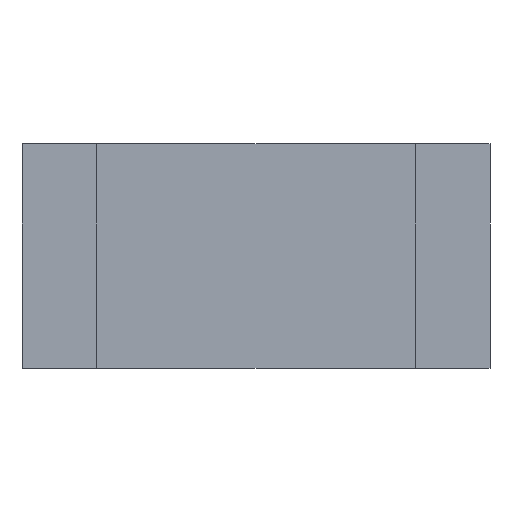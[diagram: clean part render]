
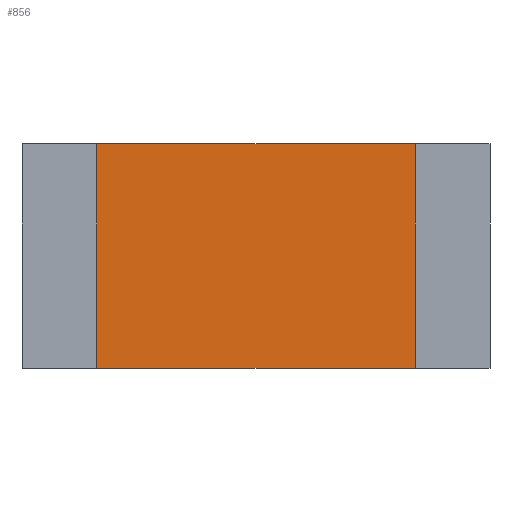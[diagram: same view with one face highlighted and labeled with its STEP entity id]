
A CAD part, front view. The second image highlights one B-rep face of the part: STEP entity #856.
In plain terms, the highlighted planar face has unit normal (0, -1, 0).
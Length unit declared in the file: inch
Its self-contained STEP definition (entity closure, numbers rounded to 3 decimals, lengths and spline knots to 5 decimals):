
#19 = CARTESIAN_POINT ( 'NONE',  ( 0.003, 0.003, 0.0599 ) ) ;
#40 = LINE ( 'NONE', #462, #484 ) ;
#62 = CARTESIAN_POINT ( 'NONE',  ( 0.247, 0.003, -0.06 ) ) ;
#81 = DIRECTION ( 'NONE',  ( 1., 0., 0. ) ) ;
#94 = DIRECTION ( 'NONE',  ( 0., 0., 1. ) ) ;
#99 = LINE ( 'NONE', #469, #202 ) ;
#105 = CARTESIAN_POINT ( 'NONE',  ( 0.21, 0.003, 0.0599 ) ) ;
#111 = VECTOR ( 'NONE', #350, 39.37008 ) ;
#143 = ORIENTED_EDGE ( 'NONE', *, *, #294, .F. ) ;
#150 = CARTESIAN_POINT ( 'NONE',  ( 0.247, 0.003, 0.0599 ) ) ;
#173 = CARTESIAN_POINT ( 'NONE',  ( 0.04, 0.003, -0.06 ) ) ;
#176 = DIRECTION ( 'NONE',  ( -1., 0., 0. ) ) ;
#186 = DIRECTION ( 'NONE',  ( 0., 0., -1. ) ) ;
#197 = EDGE_CURVE ( 'NONE', #721, #743, #536, .T. ) ;
#200 = VECTOR ( 'NONE', #81, 39.37008 ) ;
#202 = VECTOR ( 'NONE', #186, 39.37008 ) ;
#210 = CARTESIAN_POINT ( 'NONE',  ( 0.247, 0.003, 0.06 ) ) ;
#248 = DIRECTION ( 'NONE',  ( 0., 0., -1. ) ) ;
#277 = EDGE_CURVE ( 'NONE', #687, #901, #99, .T. ) ;
#285 = AXIS2_PLACEMENT_3D ( 'NONE', #454, #373, #543 ) ;
#294 = EDGE_CURVE ( 'NONE', #417, #794, #816, .T. ) ;
#342 = LINE ( 'NONE', #62, #111 ) ;
#350 = DIRECTION ( 'NONE',  ( 1., 0., 0. ) ) ;
#373 = DIRECTION ( 'NONE',  ( 0., -1., 0. ) ) ;
#374 = LINE ( 'NONE', #619, #937 ) ;
#377 = ORIENTED_EDGE ( 'NONE', *, *, #916, .F. ) ;
#386 = LINE ( 'NONE', #672, #200 ) ;
#412 = VECTOR ( 'NONE', #248, 39.37008 ) ;
#417 = VERTEX_POINT ( 'NONE', #637 ) ;
#423 = VECTOR ( 'NONE', #689, 39.37008 ) ;
#437 = EDGE_CURVE ( 'NONE', #901, #794, #342, .T. ) ;
#450 = CARTESIAN_POINT ( 'NONE',  ( 0.21, 0.003, -0.06 ) ) ;
#454 = CARTESIAN_POINT ( 'NONE',  ( 0.247, 0.003, -0.06 ) ) ;
#462 = CARTESIAN_POINT ( 'NONE',  ( 0.247, 0.003, -0.06 ) ) ;
#469 = CARTESIAN_POINT ( 'NONE',  ( 0.04, 0.003, 0.0599 ) ) ;
#472 = DIRECTION ( 'NONE',  ( 1., 0., 0. ) ) ;
#484 = VECTOR ( 'NONE', #94, 39.37008 ) ;
#519 = CARTESIAN_POINT ( 'NONE',  ( 0.04, 0.003, 0.0599 ) ) ;
#526 = VERTEX_POINT ( 'NONE', #210 ) ;
#536 = LINE ( 'NONE', #696, #423 ) ;
#543 = DIRECTION ( 'NONE',  ( 1., 0., 0. ) ) ;
#560 = VERTEX_POINT ( 'NONE', #150 ) ;
#580 = ORIENTED_EDGE ( 'NONE', *, *, #847, .T. ) ;
#583 = ORIENTED_EDGE ( 'NONE', *, *, #277, .T. ) ;
#611 = EDGE_CURVE ( 'NONE', #743, #526, #386, .T. ) ;
#619 = CARTESIAN_POINT ( 'NONE',  ( 0.247, 0.003, 0.0599 ) ) ;
#637 = CARTESIAN_POINT ( 'NONE',  ( 0.21, 0.003, 0.0599 ) ) ;
#638 = VECTOR ( 'NONE', #472, 39.37008 ) ;
#672 = CARTESIAN_POINT ( 'NONE',  ( 0.247, 0.003, 0.06 ) ) ;
#683 = FACE_OUTER_BOUND ( 'NONE', #885, .T. ) ;
#687 = VERTEX_POINT ( 'NONE', #519 ) ;
#689 = DIRECTION ( 'NONE',  ( 0., 0., 1. ) ) ;
#696 = CARTESIAN_POINT ( 'NONE',  ( 0.003, 0.003, -0.06 ) ) ;
#721 = VERTEX_POINT ( 'NONE', #19 ) ;
#743 = VERTEX_POINT ( 'NONE', #889 ) ;
#757 = ORIENTED_EDGE ( 'NONE', *, *, #611, .F. ) ;
#776 = ORIENTED_EDGE ( 'NONE', *, *, #936, .T. ) ;
#794 = VERTEX_POINT ( 'NONE', #450 ) ;
#806 = ORIENTED_EDGE ( 'NONE', *, *, #197, .F. ) ;
#816 = LINE ( 'NONE', #105, #412 ) ;
#823 = LINE ( 'NONE', #914, #638 ) ;
#847 = EDGE_CURVE ( 'NONE', #560, #526, #40, .T. ) ;
#855 = ORIENTED_EDGE ( 'NONE', *, *, #437, .T. ) ;
#856 = ADVANCED_FACE ( 'NONE', ( #683 ), #899, .T. ) ;
#885 = EDGE_LOOP ( 'NONE', ( #855, #143, #377, #580, #757, #806, #776, #583 ) ) ;
#889 = CARTESIAN_POINT ( 'NONE',  ( 0.003, 0.003, 0.06 ) ) ;
#899 = PLANE ( 'NONE',  #285 ) ;
#901 = VERTEX_POINT ( 'NONE', #173 ) ;
#914 = CARTESIAN_POINT ( 'NONE',  ( 0.003, 0.003, 0.0599 ) ) ;
#916 = EDGE_CURVE ( 'NONE', #560, #417, #374, .T. ) ;
#936 = EDGE_CURVE ( 'NONE', #721, #687, #823, .T. ) ;
#937 = VECTOR ( 'NONE', #176, 39.37008 ) ;
